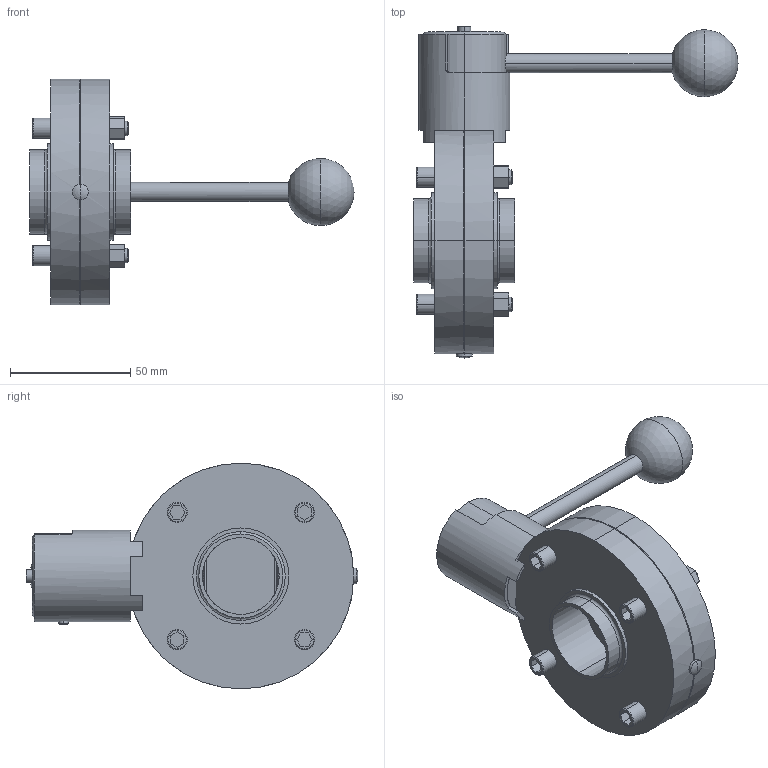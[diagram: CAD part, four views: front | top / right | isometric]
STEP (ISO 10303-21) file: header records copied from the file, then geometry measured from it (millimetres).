
FILE_DESCRIPTION (( 'STEP AP203' ), '1' );
FILE_NAME ('3D-M4301P_32_174451015_174451050.STEP', '2024-09-18T10:26:14', ( '' ), ( '' ), 'SwSTEP 2.0', 'SolidWorks 2024', '' );
FILE_SCHEMA (( 'CONFIG_CONTROL_DESIGN' ));
Length unit declared in the file: millimetre
Products named in the file (1): 3D-M4301P_32_174451015_174451050
Bounding box: 135 x 138.3 x 94 mm (x, y, z)
Volume: 218928 mm3; surface area: 50720.5 mm2
Topology: 4 solids, 4 shells, 211 faces, 512 edges, 327 vertices
Faces by surface type: plane 113, cylinder 62, cone 16, torus 16, sphere 4
Entity records: 6583 total; most frequent: CARTESIAN_POINT 1505, DIRECTION 1070, ORIENTED_EDGE 1006, EDGE_CURVE 503, AXIS2_PLACEMENT_3D 393, VERTEX_POINT 324, LINE 284, VECTOR 284
